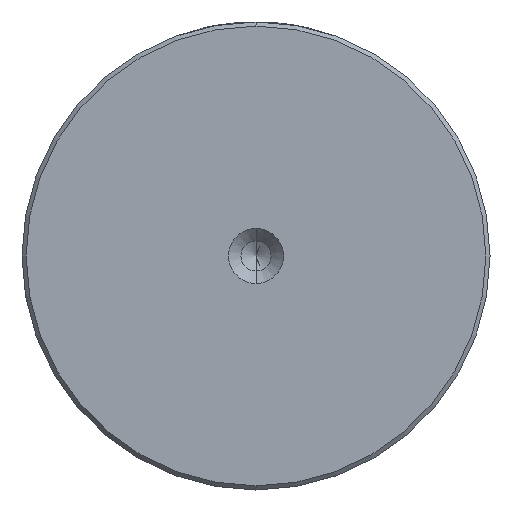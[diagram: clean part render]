
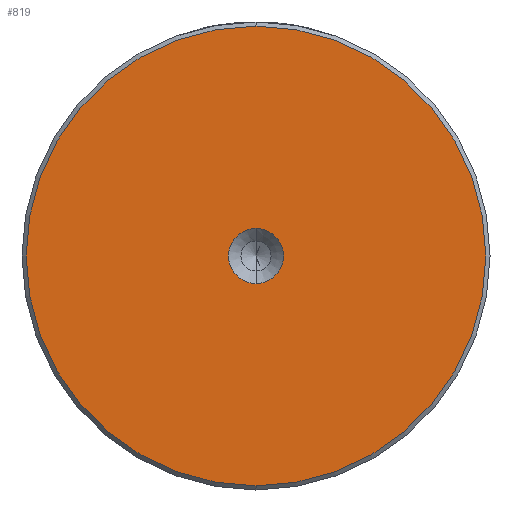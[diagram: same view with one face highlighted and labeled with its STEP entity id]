
A CAD part, left-side view. The second image highlights one B-rep face of the part: STEP entity #819.
In plain terms, the highlighted planar face has unit normal (-1, 0, 0).
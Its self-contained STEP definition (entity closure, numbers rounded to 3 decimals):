
#57 = CARTESIAN_POINT ( 'NONE',  ( 0., 0., 3.3 ) ) ;
#71 = DIRECTION ( 'NONE',  ( -1., 0., 0. ) ) ;
#100 = CARTESIAN_POINT ( 'NONE',  ( 0., 0., 27.5 ) ) ;
#111 = CARTESIAN_POINT ( 'NONE',  ( 0., 0., 0. ) ) ;
#114 = DIRECTION ( 'NONE',  ( 0., 0., 1. ) ) ;
#116 = DIRECTION ( 'NONE',  ( 0., 0., 1. ) ) ;
#121 = DIRECTION ( 'NONE',  ( 0., 0., 1. ) ) ;
#275 = AXIS2_PLACEMENT_3D ( 'NONE', #111, #71, #3023 ) ;
#289 = EDGE_CURVE ( 'NONE', #1626, #782, #584, .T. ) ;
#298 = EDGE_LOOP ( 'NONE', ( #647, #558 ) ) ;
#319 = AXIS2_PLACEMENT_3D ( 'NONE', #2946, #2464, #121 ) ;
#420 = CARTESIAN_POINT ( 'NONE',  ( 0., 0., -27.5 ) ) ;
#450 = CIRCLE ( 'NONE', #2448, 3.3 ) ;
#494 = EDGE_CURVE ( 'NONE', #1293, #2215, #2556, .T. ) ;
#558 = ORIENTED_EDGE ( 'NONE', *, *, #2330, .T. ) ;
#584 = CIRCLE ( 'NONE', #275, 27.5 ) ;
#647 = ORIENTED_EDGE ( 'NONE', *, *, #289, .T. ) ;
#782 = VERTEX_POINT ( 'NONE', #100 ) ;
#817 = ORIENTED_EDGE ( 'NONE', *, *, #1870, .F. ) ;
#819 = ADVANCED_FACE ( 'NONE', ( #1831, #1195 ), #2709, .T. ) ;
#859 = CIRCLE ( 'NONE', #1704, 27.5 ) ;
#1195 = FACE_BOUND ( 'NONE', #1777, .T. ) ;
#1255 = DIRECTION ( 'NONE',  ( 0., 0., 1. ) ) ;
#1263 = DIRECTION ( 'NONE',  ( -1., 0., 0. ) ) ;
#1293 = VERTEX_POINT ( 'NONE', #2364 ) ;
#1445 = CARTESIAN_POINT ( 'NONE',  ( 0., 0., 0. ) ) ;
#1535 = DIRECTION ( 'NONE',  ( -1., 0., 0. ) ) ;
#1538 = DIRECTION ( 'NONE',  ( -1., 0., 0. ) ) ;
#1626 = VERTEX_POINT ( 'NONE', #420 ) ;
#1704 = AXIS2_PLACEMENT_3D ( 'NONE', #2938, #1535, #114 ) ;
#1777 = EDGE_LOOP ( 'NONE', ( #817, #2550 ) ) ;
#1831 = FACE_OUTER_BOUND ( 'NONE', #298, .T. ) ;
#1870 = EDGE_CURVE ( 'NONE', #2215, #1293, #450, .T. ) ;
#2027 = AXIS2_PLACEMENT_3D ( 'NONE', #1445, #1263, #1255 ) ;
#2215 = VERTEX_POINT ( 'NONE', #57 ) ;
#2330 = EDGE_CURVE ( 'NONE', #782, #1626, #859, .T. ) ;
#2364 = CARTESIAN_POINT ( 'NONE',  ( 0., 0., -3.3 ) ) ;
#2448 = AXIS2_PLACEMENT_3D ( 'NONE', #2939, #1538, #116 ) ;
#2464 = DIRECTION ( 'NONE',  ( -1., 0., 0. ) ) ;
#2550 = ORIENTED_EDGE ( 'NONE', *, *, #494, .F. ) ;
#2556 = CIRCLE ( 'NONE', #2027, 3.3 ) ;
#2709 = PLANE ( 'NONE',  #319 ) ;
#2938 = CARTESIAN_POINT ( 'NONE',  ( 0., 0., 0. ) ) ;
#2939 = CARTESIAN_POINT ( 'NONE',  ( 0., 0., 0. ) ) ;
#2946 = CARTESIAN_POINT ( 'NONE',  ( 0., 0., 0. ) ) ;
#3023 = DIRECTION ( 'NONE',  ( 0., 0., 1. ) ) ;
